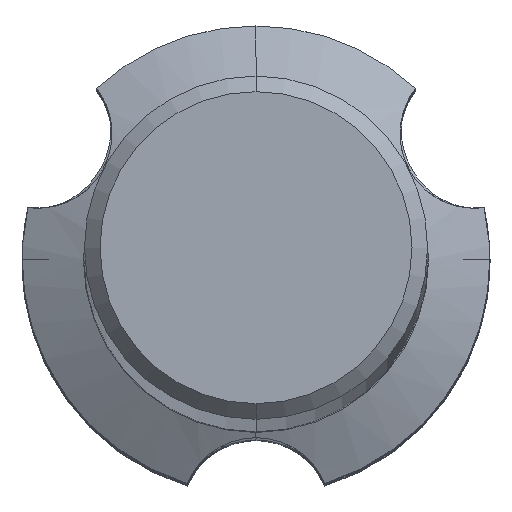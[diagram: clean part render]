
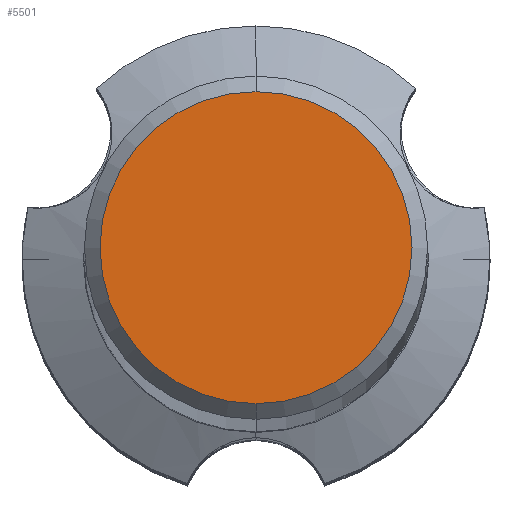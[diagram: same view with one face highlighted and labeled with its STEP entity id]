
A CAD part, top view. The second image highlights one B-rep face of the part: STEP entity #5501.
In plain terms, the highlighted planar face has unit normal (0, 0, 1).
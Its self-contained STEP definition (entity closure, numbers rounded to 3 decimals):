
#2655=VERTEX_POINT('',#7873);
#2715=VERTEX_POINT('',#7939);
#5191=EDGE_CURVE('',#2715,#2655,#10632,.T.);
#5501=ADVANCED_FACE('',(#10967),#10968,.T.);
#7499=EDGE_CURVE('',#2655,#2715,#13161,.T.);
#7873=CARTESIAN_POINT('',(0.0,1.0,0.0));
#7939=CARTESIAN_POINT('',(0.,-1.0,0.0));
#10632=CIRCLE('',#18454,1.0);
#10967=FACE_OUTER_BOUND('',#19043,.T.);
#10968=PLANE('',#19044);
#13161=CIRCLE('',#23034,1.0);
#18454=AXIS2_PLACEMENT_3D('',#26519,#26520,#26521);
#19043=EDGE_LOOP('',(#26860,#26861));
#19044=AXIS2_PLACEMENT_3D('',#26862,#26863,#26864);
#23034=AXIS2_PLACEMENT_3D('',#29792,#29793,#29794);
#26519=CARTESIAN_POINT('',(0.0,0.0,0.0));
#26520=DIRECTION('',(0.0,0.0,-1.0));
#26521=DIRECTION('',(0.0,1.0,0.0));
#26860=ORIENTED_EDGE('',*,*,#7499,.F.);
#26861=ORIENTED_EDGE('',*,*,#5191,.F.);
#26862=CARTESIAN_POINT('',(0.0,0.5,0.0));
#26863=DIRECTION('',(-0.0,0.0,1.0));
#26864=DIRECTION('',(0.0,-1.0,0.0));
#29792=CARTESIAN_POINT('',(0.0,0.0,0.0));
#29793=DIRECTION('',(0.0,0.0,-1.0));
#29794=DIRECTION('',(0.0,1.0,0.0));
